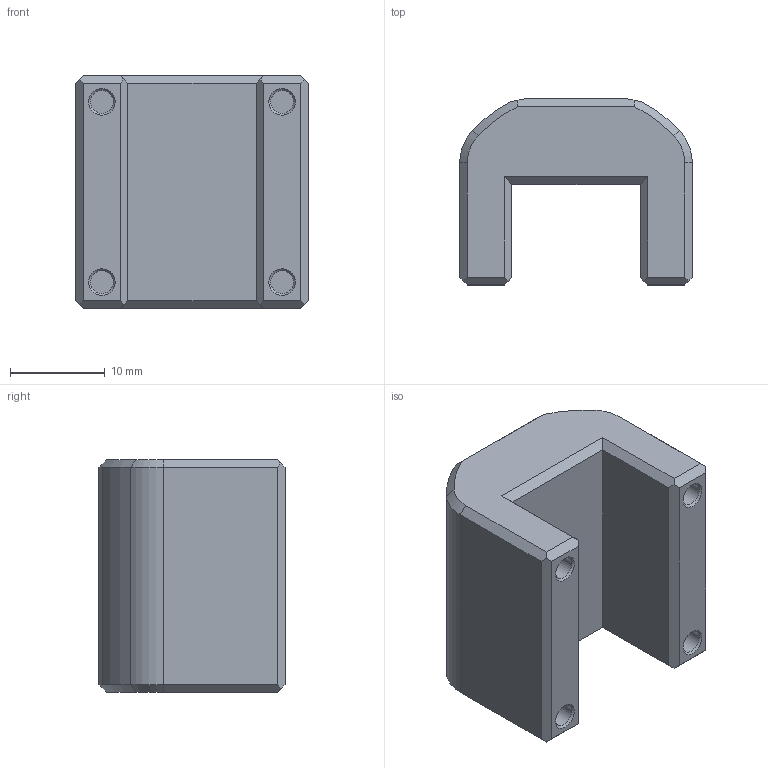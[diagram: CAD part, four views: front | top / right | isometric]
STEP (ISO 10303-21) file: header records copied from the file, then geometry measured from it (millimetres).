
FILE_DESCRIPTION(/* description */ (''),/* implementation_level */ '2;1');
FILE_NAME(/* name */ 'QC_Top.step',/* time_stamp */ '2020-12-19T12:20:00+01:00',/* author */ (''),/* organization */ (''),/* preprocessor_version */ 'ST-DEVELOPER v18.1',/* originating_system */ 'Autodesk Translation Framework v9.7.1.1290',/* authorisation */ '');
FILE_SCHEMA (('AUTOMOTIVE_DESIGN { 1 0 10303 214 3 1 1 }'));
Length unit declared in the file: millimetre
Products named in the file (2): QuickRelease; Cap
Assembly tree (1 placements, depth 2):
  QuickRelease
    Cap
Bounding box: 24.5 x 19.6 x 24.5 mm (x, y, z)
Volume: 7345.8 mm3; surface area: 3316.6 mm2
Topology: 1 solids, 1 shells, 56 faces, 134 edges, 84 vertices
Faces by surface type: plane 36, cone 12, cylinder 8
Full cylindrical faces by diameter (mm): 2.4 x4
Entity records: 1651 total; most frequent: CARTESIAN_POINT 297, DIRECTION 272, ORIENTED_EDGE 268, EDGE_CURVE 134, LINE 98, VECTOR 98, AXIS2_PLACEMENT_3D 87, VERTEX_POINT 84
